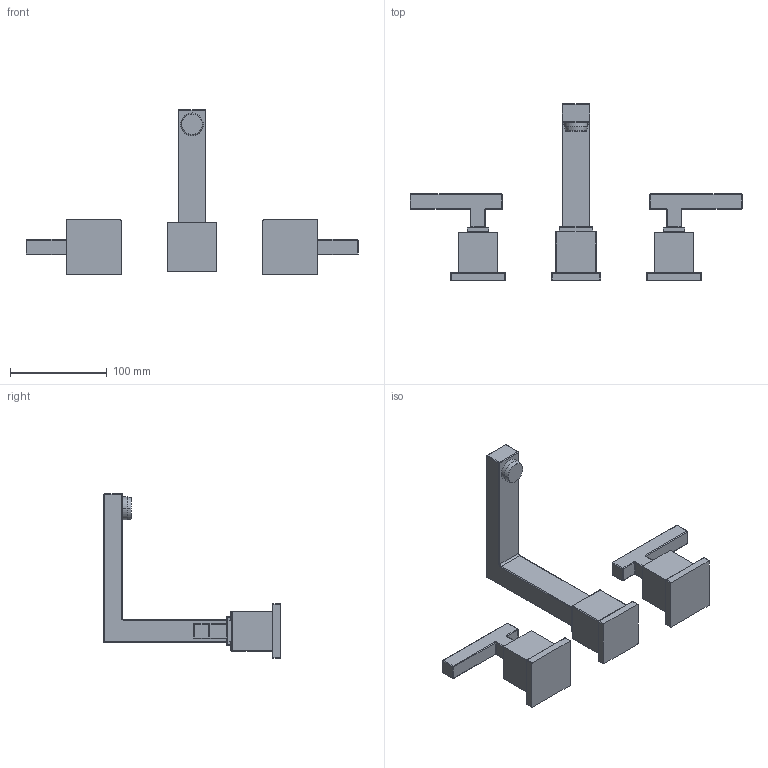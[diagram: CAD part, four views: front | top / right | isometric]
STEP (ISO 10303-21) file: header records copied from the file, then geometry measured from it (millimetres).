
FILE_DESCRIPTION((''),'2;1');
FILE_NAME('2030','2020-11-27T10:18:02',('jinson.thomas'),(''),'CREO PARAMETRIC BY PTC INC, 2018400','CREO PARAMETRIC BY PTC INC, 2018400','');
FILE_SCHEMA(('CONFIG_CONTROL_DESIGN'));
Length unit declared in the file: inch
Products named in the file (1): 2030
Bounding box: 343.41 x 182.25 x 170.43 mm (x, y, z)
Volume: 509437 mm3; surface area: 86231.7 mm2
Topology: 3 solids, 3 shells, 257 faces, 593 edges, 307 vertices
Faces by surface type: cylinder 114, plane 79, sphere 50, torus 12, bspline 2
Entity records: 6830 total; most frequent: DIRECTION 1308, CARTESIAN_POINT 1137, ORIENTED_EDGE 1086, EDGE_CURVE 543, AXIS2_PLACEMENT_3D 510, VERTEX_POINT 307, VECTOR 288, LINE 288
